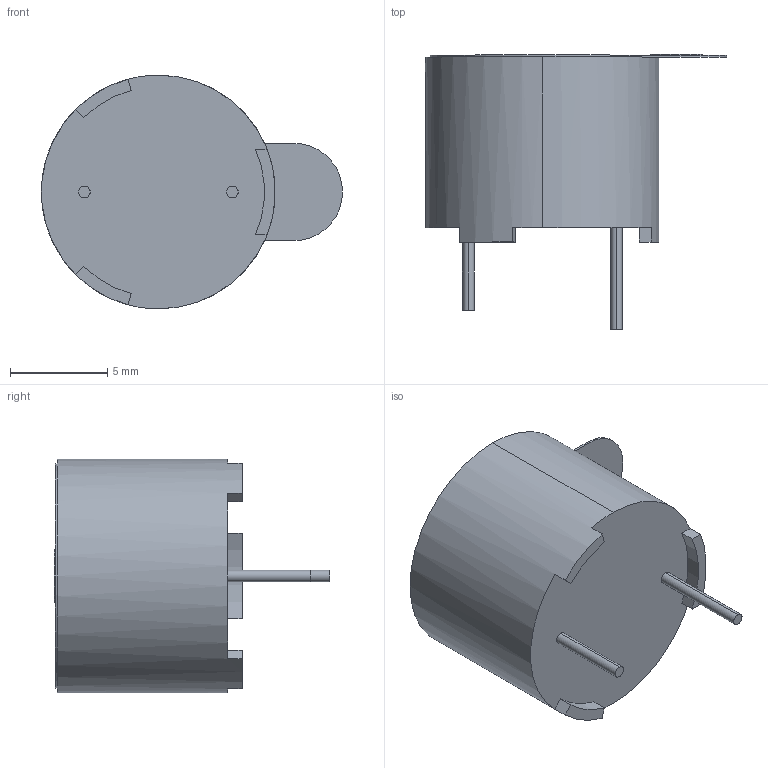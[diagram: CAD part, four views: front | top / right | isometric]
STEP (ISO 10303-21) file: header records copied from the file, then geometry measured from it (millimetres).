
FILE_DESCRIPTION (( 'STEP AP214' ), '1' );
FILE_NAME ('SW3dPS-WST-1203UX.STEP', '2009-07-08T12:39:49', ( 'sysAdmin' ), ( 'SolidWorks' ), 'SwSTEP 2.0', 'SolidWorks 2009', '' );
FILE_SCHEMA (( 'AUTOMOTIVE_DESIGN' ));
Length unit declared in the file: millimetre
Products named in the file (1): SW3dPS-WST-1203UX
Bounding box: 15.45 x 14.15 x 12 mm (x, y, z)
Volume: 997.6 mm3; surface area: 656.8 mm2
Topology: 1 solids, 2 shells, 53 faces, 130 edges, 86 vertices
Faces by surface type: plane 34, cylinder 19
Entity records: 2189 total; most frequent: DIRECTION 284, CARTESIAN_POINT 270, ORIENTED_EDGE 260, EDGE_CURVE 130, AXIS2_PLACEMENT_3D 100, VERTEX_POINT 86, VECTOR 84, LINE 84
